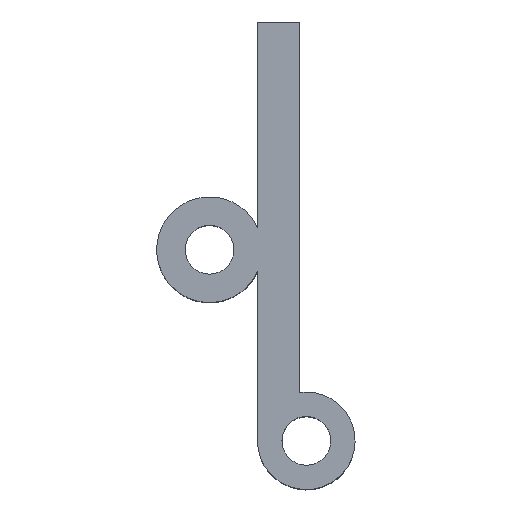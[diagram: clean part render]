
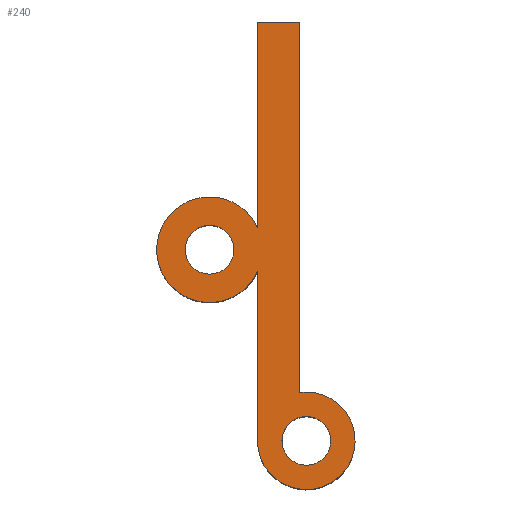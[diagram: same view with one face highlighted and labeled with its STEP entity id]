
A CAD part, top view. The second image highlights one B-rep face of the part: STEP entity #240.
In plain terms, the highlighted planar face has unit normal (0, 0, 1).
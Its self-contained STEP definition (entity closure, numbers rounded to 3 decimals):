
#24 = VERTEX_POINT('',#25);
#25 = CARTESIAN_POINT('',(-3.65,29.,14.3));
#31 = EDGE_CURVE('',#24,#32,#34,.T.);
#32 = VERTEX_POINT('',#33);
#33 = CARTESIAN_POINT('',(-6.25,29.,14.3));
#34 = LINE('',#35,#36);
#35 = CARTESIAN_POINT('',(-3.65,29.,14.3));
#36 = VECTOR('',#37,1.);
#37 = DIRECTION('',(-1.,0.,0.));
#70 = EDGE_CURVE('',#24,#71,#73,.T.);
#71 = VERTEX_POINT('',#72);
#72 = CARTESIAN_POINT('',(-3.65,6.223,14.3));
#73 = LINE('',#74,#75);
#74 = CARTESIAN_POINT('',(-3.65,29.,14.3));
#75 = VECTOR('',#76,1.);
#76 = DIRECTION('',(0.,-1.,0.));
#165 = VERTEX_POINT('',#166);
#166 = CARTESIAN_POINT('',(-6.25,16.364,14.3));
#172 = EDGE_CURVE('',#165,#32,#173,.T.);
#173 = LINE('',#174,#175);
#174 = CARTESIAN_POINT('',(-6.25,16.364,14.3));
#175 = VECTOR('',#176,1.);
#176 = DIRECTION('',(0.,1.,0.));
#240 = ADVANCED_FACE('',(#241,#270,#281),#292,.T.);
#241 = FACE_BOUND('',#242,.T.);
#242 = EDGE_LOOP('',(#243,#244,#245,#254,#262,#269));
#243 = ORIENTED_EDGE('',*,*,#31,.T.);
#244 = ORIENTED_EDGE('',*,*,#172,.F.);
#245 = ORIENTED_EDGE('',*,*,#246,.T.);
#246 = EDGE_CURVE('',#165,#247,#249,.T.);
#247 = VERTEX_POINT('',#248);
#248 = CARTESIAN_POINT('',(-6.25,13.636,14.3));
#249 = CIRCLE('',#250,3.25);
#250 = AXIS2_PLACEMENT_3D('',#251,#252,#253);
#251 = CARTESIAN_POINT('',(-9.2,15.,14.3));
#252 = DIRECTION('',(0.,0.,1.));
#253 = DIRECTION('',(1.,0.,0.));
#254 = ORIENTED_EDGE('',*,*,#255,.F.);
#255 = EDGE_CURVE('',#256,#247,#258,.T.);
#256 = VERTEX_POINT('',#257);
#257 = CARTESIAN_POINT('',(-6.25,3.25,14.3));
#258 = LINE('',#259,#260);
#259 = CARTESIAN_POINT('',(-6.25,3.25,14.3));
#260 = VECTOR('',#261,1.);
#261 = DIRECTION('',(0.,1.,0.));
#262 = ORIENTED_EDGE('',*,*,#263,.T.);
#263 = EDGE_CURVE('',#256,#71,#264,.T.);
#264 = CIRCLE('',#265,3.);
#265 = AXIS2_PLACEMENT_3D('',#266,#267,#268);
#266 = CARTESIAN_POINT('',(-3.25,3.25,14.3));
#267 = DIRECTION('',(0.,0.,1.));
#268 = DIRECTION('',(1.,0.,0.));
#269 = ORIENTED_EDGE('',*,*,#70,.F.);
#270 = FACE_BOUND('',#271,.F.);
#271 = EDGE_LOOP('',(#272));
#272 = ORIENTED_EDGE('',*,*,#273,.T.);
#273 = EDGE_CURVE('',#274,#274,#276,.T.);
#274 = VERTEX_POINT('',#275);
#275 = CARTESIAN_POINT('',(-1.75,3.25,14.3));
#276 = CIRCLE('',#277,1.5);
#277 = AXIS2_PLACEMENT_3D('',#278,#279,#280);
#278 = CARTESIAN_POINT('',(-3.25,3.25,14.3));
#279 = DIRECTION('',(0.,0.,1.));
#280 = DIRECTION('',(1.,0.,0.));
#281 = FACE_BOUND('',#282,.F.);
#282 = EDGE_LOOP('',(#283));
#283 = ORIENTED_EDGE('',*,*,#284,.T.);
#284 = EDGE_CURVE('',#285,#285,#287,.T.);
#285 = VERTEX_POINT('',#286);
#286 = CARTESIAN_POINT('',(-7.7,15.,14.3));
#287 = CIRCLE('',#288,1.5);
#288 = AXIS2_PLACEMENT_3D('',#289,#290,#291);
#289 = CARTESIAN_POINT('',(-9.2,15.,14.3));
#290 = DIRECTION('',(0.,0.,1.));
#291 = DIRECTION('',(1.,0.,0.));
#292 = PLANE('',#293);
#293 = AXIS2_PLACEMENT_3D('',#294,#295,#296);
#294 = CARTESIAN_POINT('',(-5.627,13.646,14.3));
#295 = DIRECTION('',(0.,0.,1.));
#296 = DIRECTION('',(1.,0.,0.));
